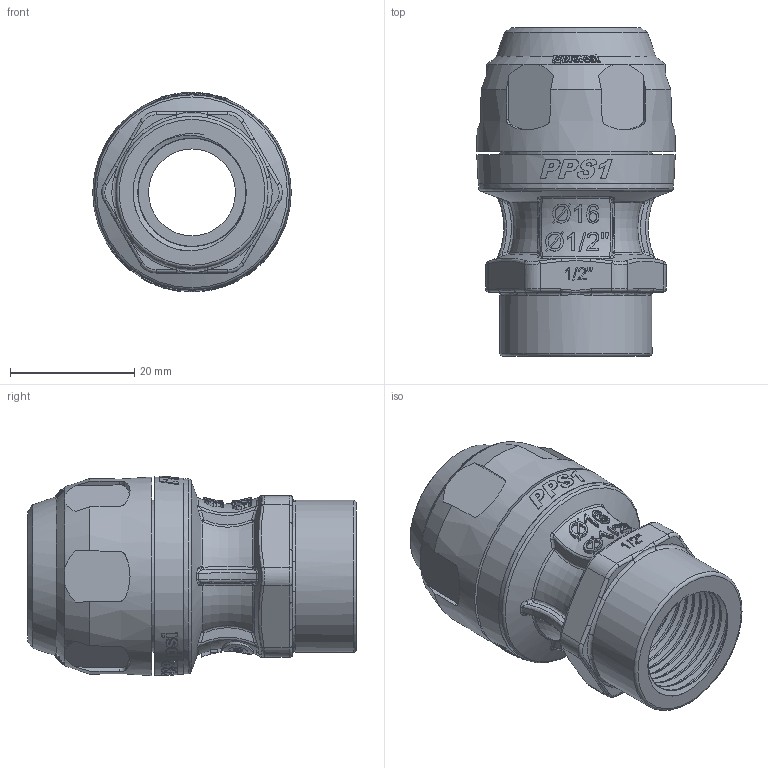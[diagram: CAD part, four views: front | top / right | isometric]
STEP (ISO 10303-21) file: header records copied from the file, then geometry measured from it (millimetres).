
FILE_DESCRIPTION(/* description */ ('STEP AP214'),/* implementation_level */ '2;1');
FILE_NAME(/* name */ 'PPS1 MF1612.stp.stp',/* time_stamp */ '2020-07-05T22:39:48+02:00',/* author */ (' '),/* organization */ (' '),/* preprocessor_version */ 'ST-DEVELOPER v18',/* originating_system */ 'Autodesk Inventor 2020',/* authorisation */ ' ');
FILE_SCHEMA (('AUTOMOTIVE_DESIGN { 1 0 10303 214 3 1 1 }'));
Products named in the file (1): PPS1 MF1612.stp
Bounding box: 32 x 52.98 x 32.12 mm (x, y, z)
Volume: 18429.2 mm3; surface area: 10227.8 mm2
Topology: 1 solids, 1 shells, 1168 faces, 3150 edges, 2063 vertices
Faces by surface type: bspline 605, plane 296, cylinder 127, torus 62, cone 62, sphere 16
Full cylindrical faces by diameter (mm): 5 x1, 14 x1, 16.6 x1, 19 x8, 24.5 x3, 31.406 x1
Entity records: 178053 total; most frequent: CARTESIAN_POINT 152090, ORIENTED_EDGE 6300, DIRECTION 3204, EDGE_CURVE 3150, VERTEX_POINT 2063, B_SPLINE_CURVE_WITH_KNOTS 1517, EDGE_LOOP 1249, STYLED_ITEM 1169
